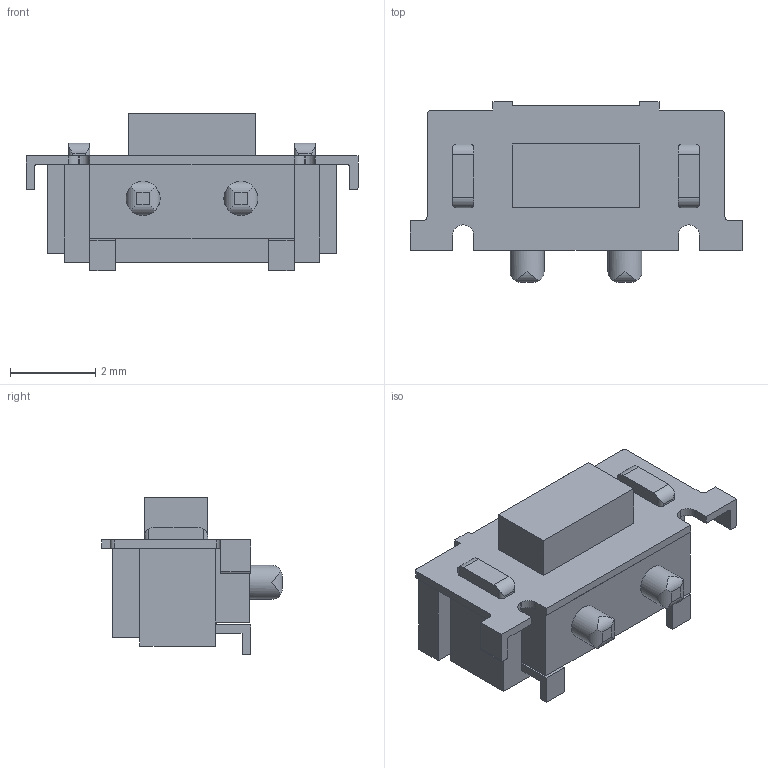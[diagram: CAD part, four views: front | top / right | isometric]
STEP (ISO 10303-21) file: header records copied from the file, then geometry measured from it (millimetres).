
FILE_DESCRIPTION(/* description */ ('STEP AP214'),/* implementation_level */ '2;1');
FILE_NAME(/* name */ '67a352c9a26d143485cee1d5',/* time_stamp */ '2025-02-05T12:00:10Z',/* author */ (''),/* organization */ (''),/* preprocessor_version */ 'ST-DEVELOPER v20',/* originating_system */ 'ONSHAPE BY PTC INC, 1.193',/* authorisation */ ' ');
FILE_SCHEMA (('AUTOMOTIVE_DESIGN {1 0 10303 214 3 1 1}'));
Length unit declared in the file: metre
Products named in the file (1): Part 1
Bounding box: 7.8 x 4.25 x 3.7 mm (x, y, z)
Volume: 51.4 mm3; surface area: 117.4 mm2
Topology: 1 solids, 1 shells, 111 faces, 316 edges, 212 vertices
Faces by surface type: plane 75, cylinder 36
Full cylindrical faces by diameter (mm): 0.8 x2
Entity records: 4176 total; most frequent: CARTESIAN_POINT 710, ORIENTED_EDGE 628, DIRECTION 568, EDGE_CURVE 314, LINE 236, VECTOR 236, VERTEX_POINT 212, AXIS2_PLACEMENT_3D 166
